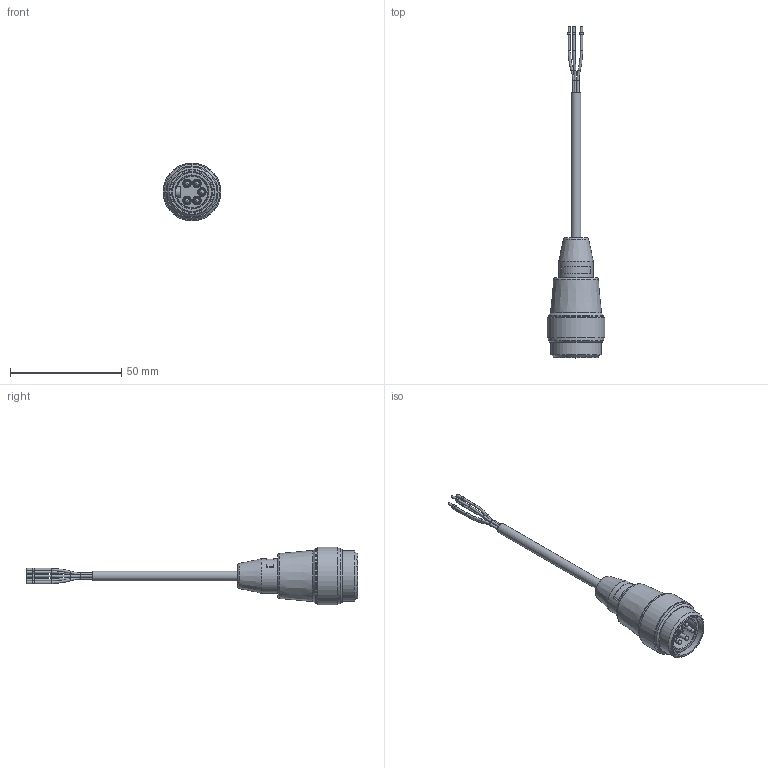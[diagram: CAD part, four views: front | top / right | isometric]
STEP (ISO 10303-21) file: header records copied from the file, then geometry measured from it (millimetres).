
FILE_DESCRIPTION(/* description */ (''),/* implementation_level */ '2;1');
FILE_NAME(/* name */ 'WASM50-m.stp',/* time_stamp */ '2018-09-06T13:59:28+02:00',/* author */ (''),/* organization */ (''),/* preprocessor_version */ 'ST-DEVELOPER v16',/* originating_system */ 'SIEMENS PLM Software NX 10.0',/* authorisation */ '');
FILE_SCHEMA (('AUTOMOTIVE_DESIGN { 1 0 10303 214 3 1 1 1 }'));
Length unit declared in the file: millimetre
Products named in the file (1): WASM50-m
Bounding box: 26 x 149 x 26 mm (x, y, z)
Volume: 17617.6 mm3; surface area: 6265.3 mm2
Topology: 1 solids, 1 shells, 116 faces, 244 edges, 156 vertices
Faces by surface type: cylinder 47, plane 35, bspline 12, cone 11, torus 6, sphere 5
Full cylindrical faces by diameter (mm): 1.054 x15, 1.4 x5, 1.98 x5, 3 x5, 4.4 x1, 15.5 x1, 18.5 x1, 19.9 x1, 22.51 x1, 25 x2, 26 x1
Entity records: 2887 total; most frequent: CARTESIAN_POINT 831, DIRECTION 447, ORIENTED_EDGE 290, AXIS2_PLACEMENT_3D 216, EDGE_LOOP 212, FACE_BOUND 183, EDGE_CURVE 145, VERTEX_POINT 127
